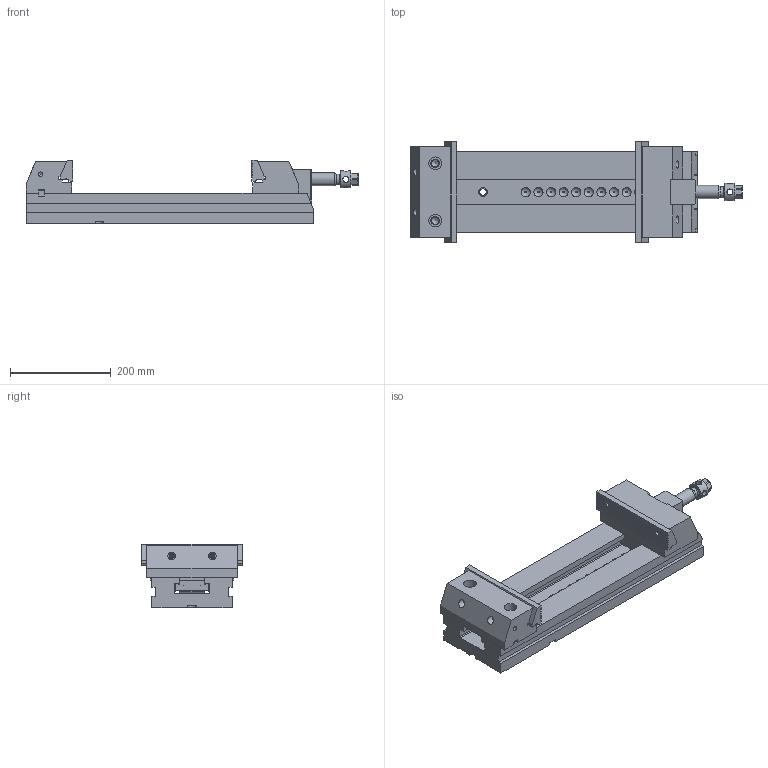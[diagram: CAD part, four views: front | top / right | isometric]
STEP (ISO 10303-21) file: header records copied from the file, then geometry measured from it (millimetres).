
FILE_DESCRIPTION(/* description */ (''),/* implementation_level */ '2;1');
FILE_NAME(/* name */ '30_200S_Mordaza.stp',/* time_stamp */ '2013-11-04T09:05:13+01:00',/* author */ (''),/* organization */ (''),/* preprocessor_version */ 'ST-DEVELOPER v11',/* originating_system */ 'SIEMENS PLM Software NX 7.5',/* authorisation */ '');
FILE_SCHEMA (('CONFIG_CONTROL_DESIGN'));
Length unit declared in the file: millimetre
Products named in the file (1): 30_200S_Mordaza
Bounding box: 659 x 200 x 126.95 mm (x, y, z)
Volume: 6268439.5 mm3; surface area: 651851.6 mm2
Topology: 12 solids, 12 shells, 484 faces, 1328 edges, 880 vertices
Faces by surface type: plane 277, cylinder 136, cone 46, sphere 16, torus 9
Full cylindrical faces by diameter (mm): 4.351 x1, 5.188 x5, 6.985 x4, 8.5 x4, 8.782 x6, 10 x4, 10.579 x3, 12 x4, 12.376 x2, 13 x5, 14.376 x2, 15 x6, 16 x2, 16.5 x1, 17 x2, 18 x2, 19 x3, 20 x3, 21.25 x1, 23 x2, 25 x2, 26 x1, 30 x2, 33.8 x1, 34 x3
Entity records: 14775 total; most frequent: CARTESIAN_POINT 3193, DIRECTION 2321, ORIENTED_EDGE 2204, EDGE_CURVE 1102, VERTEX_POINT 818, AXIS2_PLACEMENT_3D 802, LINE 717, VECTOR 717
